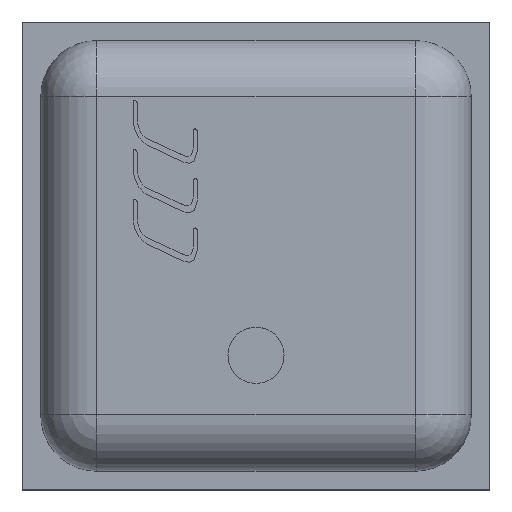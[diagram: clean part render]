
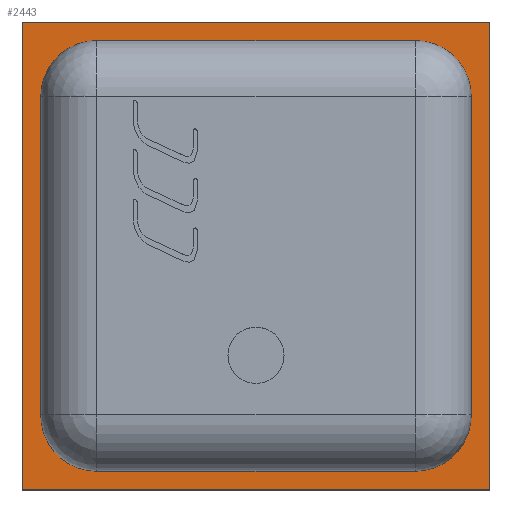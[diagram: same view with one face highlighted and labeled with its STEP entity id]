
A CAD part, top view. The second image highlights one B-rep face of the part: STEP entity #2443.
In plain terms, the highlighted planar face has unit normal (0, 0, 1).
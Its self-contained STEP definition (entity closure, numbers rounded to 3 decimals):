
#2443=ADVANCED_FACE('',(#4389,#4391),#4393,.T.);
#4389=FACE_BOUND('',#4390,.T.);
#4390=EDGE_LOOP('',(#5986,#5987,#5988,#5989));
#4391=FACE_BOUND('',#4392,.T.);
#4392=EDGE_LOOP('',(#5990,#5991,#5992,#5993,#5994,#5995,#5996,#5997));
#4393=PLANE('',#4394);
#4394=AXIS2_PLACEMENT_3D('',#4395,#4396,#4397);
#4395=CARTESIAN_POINT('',(0.,0.,0.13));
#4396=DIRECTION('',(0.,0.,1.));
#4397=DIRECTION('',(-1.,0.,0.));
#5986=ORIENTED_EDGE('',*,*,#6803,.T.);
#5987=ORIENTED_EDGE('',*,*,#6804,.T.);
#5988=ORIENTED_EDGE('',*,*,#6805,.T.);
#5989=ORIENTED_EDGE('',*,*,#6806,.T.);
#5990=ORIENTED_EDGE('',*,*,#6802,.F.);
#5991=ORIENTED_EDGE('',*,*,#6800,.F.);
#5992=ORIENTED_EDGE('',*,*,#6807,.F.);
#5993=ORIENTED_EDGE('',*,*,#6796,.F.);
#5994=ORIENTED_EDGE('',*,*,#6808,.F.);
#5995=ORIENTED_EDGE('',*,*,#6792,.F.);
#5996=ORIENTED_EDGE('',*,*,#6809,.F.);
#5997=ORIENTED_EDGE('',*,*,#6787,.F.);
#6787=EDGE_CURVE('',#8080,#8082,#8083,.T.);
#6792=EDGE_CURVE('',#8087,#8089,#8090,.T.);
#6796=EDGE_CURVE('',#8093,#8095,#8096,.T.);
#6800=EDGE_CURVE('',#8099,#8101,#8102,.T.);
#6802=EDGE_CURVE('',#8101,#8080,#8104,.F.);
#6803=EDGE_CURVE('',#8105,#8106,#8107,.T.);
#6804=EDGE_CURVE('',#8106,#8108,#8109,.T.);
#6805=EDGE_CURVE('',#8108,#8110,#8111,.T.);
#6806=EDGE_CURVE('',#8110,#8105,#8112,.T.);
#6807=EDGE_CURVE('',#8095,#8099,#8113,.F.);
#6808=EDGE_CURVE('',#8089,#8093,#8114,.F.);
#6809=EDGE_CURVE('',#8082,#8087,#8115,.F.);
#8080=VERTEX_POINT('',#10936);
#8082=VERTEX_POINT('',#10940);
#8083=LINE('',#10941,#10942);
#8087=VERTEX_POINT('',#10955);
#8089=VERTEX_POINT('',#10959);
#8090=LINE('',#10960,#10961);
#8093=VERTEX_POINT('',#10970);
#8095=VERTEX_POINT('',#10974);
#8096=LINE('',#10975,#10976);
#8099=VERTEX_POINT('',#10985);
#8101=VERTEX_POINT('',#10989);
#8102=LINE('',#10990,#10991);
#8104=CIRCLE('',#10996,0.3);
#8105=VERTEX_POINT('',#11000);
#8106=VERTEX_POINT('',#11001);
#8107=LINE('',#11002,#11003);
#8108=VERTEX_POINT('',#11005);
#8109=LINE('',#11006,#11007);
#8110=VERTEX_POINT('',#11009);
#8111=LINE('',#11010,#11011);
#8112=LINE('',#11013,#11014);
#8113=CIRCLE('',#11016,0.3);
#8114=CIRCLE('',#11020,0.3);
#8115=CIRCLE('',#11024,0.3);
#10936=CARTESIAN_POINT('',(-0.85,-1.15,0.13));
#10940=CARTESIAN_POINT('',(0.85,-1.15,0.13));
#10941=CARTESIAN_POINT('',(-0.85,-1.15,0.13));
#10942=VECTOR('',#10943,1.);
#10943=DIRECTION('',(1.,0.,0.));
#10955=CARTESIAN_POINT('',(1.15,-0.85,0.13));
#10959=CARTESIAN_POINT('',(1.15,0.85,0.13));
#10960=CARTESIAN_POINT('',(1.15,-0.85,0.13));
#10961=VECTOR('',#10962,1.);
#10962=DIRECTION('',(0.,1.,0.));
#10970=CARTESIAN_POINT('',(0.85,1.15,0.13));
#10974=CARTESIAN_POINT('',(-0.85,1.15,0.13));
#10975=CARTESIAN_POINT('',(0.85,1.15,0.13));
#10976=VECTOR('',#10977,1.);
#10977=DIRECTION('',(-1.,0.,0.));
#10985=CARTESIAN_POINT('',(-1.15,0.85,0.13));
#10989=CARTESIAN_POINT('',(-1.15,-0.85,0.13));
#10990=CARTESIAN_POINT('',(-1.15,0.85,0.13));
#10991=VECTOR('',#10992,1.);
#10992=DIRECTION('',(0.,-1.,0.));
#10996=AXIS2_PLACEMENT_3D('',#10997,#10998,#10999);
#10997=CARTESIAN_POINT('',(-0.85,-0.85,0.13));
#10998=DIRECTION('',(-0.,0.,-1.));
#10999=DIRECTION('',(0.,-1.,0.));
#11000=CARTESIAN_POINT('',(-1.25,1.25,0.13));
#11001=CARTESIAN_POINT('',(-1.25,-1.25,0.13));
#11002=CARTESIAN_POINT('',(-1.25,1.25,0.13));
#11003=VECTOR('',#11004,1.);
#11004=DIRECTION('',(0.,-1.,0.));
#11005=CARTESIAN_POINT('',(1.25,-1.25,0.13));
#11006=CARTESIAN_POINT('',(-1.25,-1.25,0.13));
#11007=VECTOR('',#11008,1.);
#11008=DIRECTION('',(1.,0.,0.));
#11009=CARTESIAN_POINT('',(1.25,1.25,0.13));
#11010=CARTESIAN_POINT('',(1.25,-1.25,0.13));
#11011=VECTOR('',#11012,1.);
#11012=DIRECTION('',(0.,1.,0.));
#11013=CARTESIAN_POINT('',(1.25,1.25,0.13));
#11014=VECTOR('',#11015,1.);
#11015=DIRECTION('',(-1.,0.,0.));
#11016=AXIS2_PLACEMENT_3D('',#11017,#11018,#11019);
#11017=CARTESIAN_POINT('',(-0.85,0.85,0.13));
#11018=DIRECTION('',(0.,0.,-1.));
#11019=DIRECTION('',(-1.,0.,0.));
#11020=AXIS2_PLACEMENT_3D('',#11021,#11022,#11023);
#11021=CARTESIAN_POINT('',(0.85,0.85,0.13));
#11022=DIRECTION('',(-0.,0.,-1.));
#11023=DIRECTION('',(0.,1.,0.));
#11024=AXIS2_PLACEMENT_3D('',#11025,#11026,#11027);
#11025=CARTESIAN_POINT('',(0.85,-0.85,0.13));
#11026=DIRECTION('',(0.,-0.,-1.));
#11027=DIRECTION('',(1.,0.,0.));
